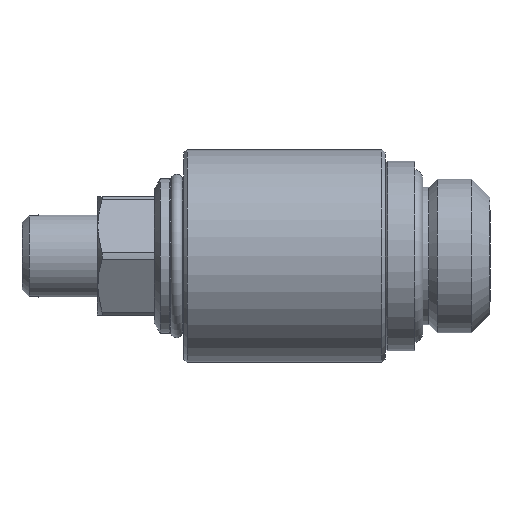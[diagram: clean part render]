
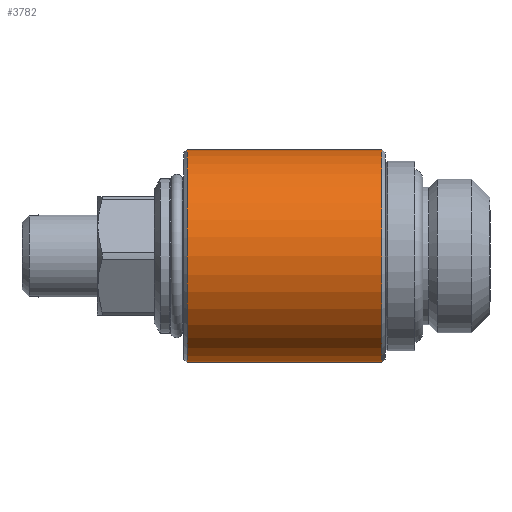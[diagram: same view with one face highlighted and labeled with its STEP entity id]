
A CAD part, left-side view. The second image highlights one B-rep face of the part: STEP entity #3782.
In plain terms, the highlighted cylindrical face has radius 9 mm (diameter 18 mm), a full revolution.
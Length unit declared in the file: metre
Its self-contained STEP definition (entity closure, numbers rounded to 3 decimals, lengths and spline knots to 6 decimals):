
#115=CYLINDRICAL_SURFACE('',#5637,0.009);
#785=CIRCLE('',#5588,0.009);
#795=CIRCLE('',#5638,0.009);
#1646=ORIENTED_EDGE('',*,*,#1868,.T.);
#1647=ORIENTED_EDGE('',*,*,#2372,.T.);
#1648=ORIENTED_EDGE('',*,*,#2373,.T.);
#1649=ORIENTED_EDGE('',*,*,#2306,.F.);
#1868=EDGE_CURVE('',#2394,#2392,#2752,.T.);
#2306=EDGE_CURVE('',#2729,#2729,#785,.T.);
#2372=EDGE_CURVE('',#2392,#2394,#2899,.T.);
#2373=EDGE_CURVE('',#2746,#2746,#795,.T.);
#2392=VERTEX_POINT('',#6586);
#2394=VERTEX_POINT('',#6612);
#2729=VERTEX_POINT('',#10370);
#2746=VERTEX_POINT('',#11216);
#2752=B_SPLINE_CURVE_WITH_KNOTS('',3,(#6588,#6589,#6590,#6591,#6592,#6593,
#6594,#6595,#6596,#6597,#6598,#6599,#6600,#6601,#6602,#6603,#6604,#6605,
#6606,#6607,#6608,#6609,#6610,#6611),.UNSPECIFIED.,.F.,.F.,(4,1,1,1,1,1,
1,1,1,1,1,1,1,1,1,1,1,1,1,1,1,4),(0.,0.015625,0.03125,0.0625,0.09375,0.125,
0.1875,0.25,0.375,0.4375,0.5,0.5625,0.625,0.75,0.8125,0.875,0.90625,0.9375,
0.96875,0.984375,0.992188,1.),.UNSPECIFIED.);
#2899=B_SPLINE_CURVE_WITH_KNOTS('',3,(#11194,#11195,#11196,#11197,#11198,
#11199,#11200,#11201,#11202,#11203,#11204,#11205,#11206,#11207,#11208,#11209,
#11210,#11211,#11212,#11213,#11214),.UNSPECIFIED.,.F.,.F.,(4,1,1,1,1,1,
1,1,1,1,1,1,1,1,1,1,1,1,4),(0.,0.03125,0.0625,0.125,0.1875,0.25,0.375,0.4375,
0.5,0.5625,0.625,0.75,0.8125,0.875,0.90625,0.9375,0.96875,0.984375,1.),
 .UNSPECIFIED.);
#3124=EDGE_LOOP('',(#1646,#1647));
#3125=EDGE_LOOP('',(#1648));
#3126=EDGE_LOOP('',(#1649));
#3415=FACE_BOUND('',#3124,.T.);
#3416=FACE_BOUND('',#3125,.T.);
#3417=FACE_BOUND('',#3126,.T.);
#3782=ADVANCED_FACE('',(#3415,#3416,#3417),#115,.T.);
#5588=AXIS2_PLACEMENT_3D('',#10369,#6208,#6209);
#5637=AXIS2_PLACEMENT_3D('',#11193,#6351,#6352);
#5638=AXIS2_PLACEMENT_3D('',#11215,#6353,#6354);
#6208=DIRECTION('',(0.,-1.,0.));
#6209=DIRECTION('',(0.,0.,-1.));
#6351=DIRECTION('',(0.,1.,0.));
#6352=DIRECTION('',(0.,0.,-1.));
#6353=DIRECTION('',(0.,-1.,0.));
#6354=DIRECTION('',(0.,0.,-1.));
#6586=CARTESIAN_POINT('',(0.007065,0.017717,-0.005576));
#6588=CARTESIAN_POINT('',(0.007065,0.017691,0.005576));
#6589=CARTESIAN_POINT('',(0.007065,0.01781,0.005575));
#6590=CARTESIAN_POINT('',(0.007067,0.017964,0.005572));
#6591=CARTESIAN_POINT('',(0.007089,0.018359,0.005545));
#6592=CARTESIAN_POINT('',(0.007143,0.01882,0.005476));
#6593=CARTESIAN_POINT('',(0.007241,0.019353,0.005346));
#6594=CARTESIAN_POINT('',(0.007422,0.020067,0.005096));
#6595=CARTESIAN_POINT('',(0.007699,0.020865,0.004677));
#6596=CARTESIAN_POINT('',(0.008199,0.021998,0.003781));
#6597=CARTESIAN_POINT('',(0.008671,0.022847,0.002593));
#6598=CARTESIAN_POINT('',(0.008952,0.023323,0.001135));
#6599=CARTESIAN_POINT('',(0.009023,0.023437,0.000013));
#6600=CARTESIAN_POINT('',(0.008955,0.023328,-0.001109));
#6601=CARTESIAN_POINT('',(0.008678,0.022859,-0.00257));
#6602=CARTESIAN_POINT('',(0.008208,0.022016,-0.003762));
#6603=CARTESIAN_POINT('',(0.007708,0.020886,-0.004664));
#6604=CARTESIAN_POINT('',(0.007429,0.02009,-0.005085));
#6605=CARTESIAN_POINT('',(0.007246,0.019378,-0.005339));
#6606=CARTESIAN_POINT('',(0.007147,0.018844,-0.005471));
#6607=CARTESIAN_POINT('',(0.007091,0.018393,-0.005542));
#6608=CARTESIAN_POINT('',(0.007071,0.018028,-0.005568));
#6609=CARTESIAN_POINT('',(0.007068,0.017895,-0.005572));
#6610=CARTESIAN_POINT('',(0.007066,0.01778,-0.005575));
#6611=CARTESIAN_POINT('',(0.007065,0.017717,-0.005576));
#6612=CARTESIAN_POINT('',(0.007065,0.017691,0.005576));
#10369=CARTESIAN_POINT('',(0.,0.0095,0.));
#10370=CARTESIAN_POINT('',(0.,0.0095,-0.009));
#11193=CARTESIAN_POINT('',(0.,0.007819,0.));
#11194=CARTESIAN_POINT('',(0.007065,0.017717,-0.005576));
#11195=CARTESIAN_POINT('',(0.007066,0.01751,-0.005575));
#11196=CARTESIAN_POINT('',(0.007078,0.017144,-0.005559));
#11197=CARTESIAN_POINT('',(0.007162,0.016403,-0.005452));
#11198=CARTESIAN_POINT('',(0.007366,0.015499,-0.005179));
#11199=CARTESIAN_POINT('',(0.007688,0.01456,-0.004697));
#11200=CARTESIAN_POINT('',(0.008204,0.013391,-0.003774));
#11201=CARTESIAN_POINT('',(0.00867,0.012556,-0.002596));
#11202=CARTESIAN_POINT('',(0.008952,0.012077,-0.001137));
#11203=CARTESIAN_POINT('',(0.009023,0.011963,-0.000013));
#11204=CARTESIAN_POINT('',(0.008955,0.012072,0.001111));
#11205=CARTESIAN_POINT('',(0.008677,0.012544,0.002573));
#11206=CARTESIAN_POINT('',(0.008213,0.013373,0.003755));
#11207=CARTESIAN_POINT('',(0.007696,0.014541,0.004684));
#11208=CARTESIAN_POINT('',(0.007429,0.015309,0.005085));
#11209=CARTESIAN_POINT('',(0.007244,0.016033,0.005341));
#11210=CARTESIAN_POINT('',(0.007147,0.016547,0.005471));
#11211=CARTESIAN_POINT('',(0.007088,0.017061,0.005546));
#11212=CARTESIAN_POINT('',(0.007073,0.017351,0.005566));
#11213=CARTESIAN_POINT('',(0.007066,0.017571,0.005574));
#11214=CARTESIAN_POINT('',(0.007065,0.017691,0.005576));
#11215=CARTESIAN_POINT('',(0.,0.0259,0.));
#11216=CARTESIAN_POINT('',(0.,0.0259,-0.009));
